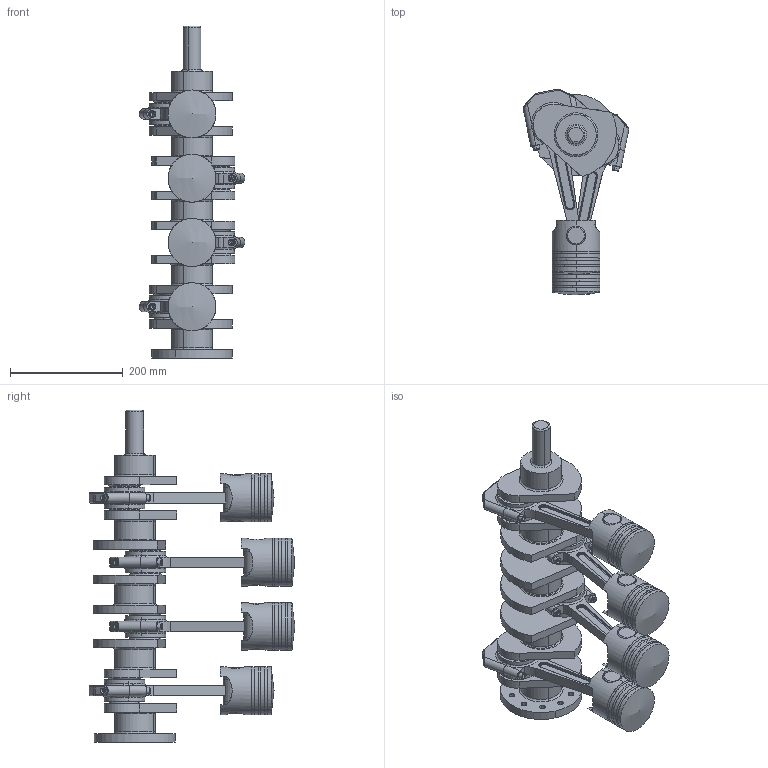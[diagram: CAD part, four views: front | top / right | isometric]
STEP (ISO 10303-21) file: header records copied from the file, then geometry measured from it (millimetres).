
FILE_DESCRIPTION (( 'STEP AP203' ), '1' );
FILE_NAME ('Assem2.STEP', '2023-11-12T18:18:15', ( '' ), ( '' ), 'SwSTEP 2.0', 'SolidWorks 2023', '' );
FILE_SCHEMA (( 'CONFIG_CONTROL_DESIGN' ));
Length unit declared in the file: millimetre
Products named in the file (9): Piston Pin; socket head cap screw_ai_HX-SHCS 0.3125-24x3x1.375-N; Assem2; Crank Shaft; Piston Ring; Connecting Rod Cap; Connecting Rod; Part3^Assem2; Piston Head
Assembly tree (41 placements, depth 2):
  Assem2
    Connecting Rod  x4
    Connecting Rod Cap  x4
    Crank Shaft
    Piston Head  x4
    Piston Pin  x4
    Piston Ring  x12
    socket head cap screw_ai_HX-SHCS 0.3125-24x3x1.375-N  x12
  Part3^Assem2
Bounding box: 187.53 x 364.7 x 589 mm (x, y, z)
Volume: 5320874.2 mm3; surface area: 974755.3 mm2
Topology: 44 solids, 44 shells, 1160 faces, 2688 edges, 1658 vertices
Faces by surface type: cylinder 464, plane 438, torus 126, cone 88, bspline 40, sphere 4
Entity records: 12438 total; most frequent: CARTESIAN_POINT 2681, DIRECTION 1842, ORIENTED_EDGE 1528, AXIS2_PLACEMENT_3D 772, EDGE_CURVE 764, VERTEX_POINT 479, CIRCLE 406, EDGE_LOOP 395
